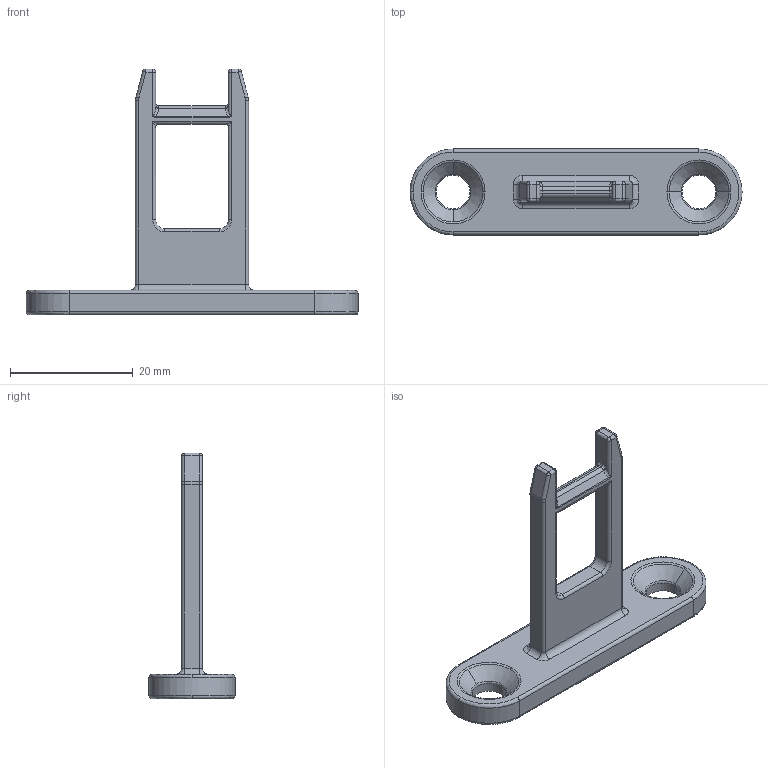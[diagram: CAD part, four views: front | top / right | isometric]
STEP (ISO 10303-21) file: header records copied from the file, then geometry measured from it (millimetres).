
FILE_DESCRIPTION (( 'STEP AP214' ), '1' );
FILE_NAME ('140107.step', '2017-09-27T14:34:11', ( '' ), ( '' ), 'SwSTEP 2.0', 'SolidWorks 2017', '' );
FILE_SCHEMA (( 'AUTOMOTIVE_DESIGN' ));
Length unit declared in the file: inch
Products named in the file (1): 140107
Bounding box: 54 x 14 x 40 mm (x, y, z)
Volume: 3823.7 mm3; surface area: 3017.8 mm2
Topology: 1 solids, 1 shells, 134 faces, 309 edges, 166 vertices
Faces by surface type: cylinder 55, bspline 54, plane 21, cone 4
Entity records: 4888 total; most frequent: CARTESIAN_POINT 2168, ORIENTED_EDGE 594, DIRECTION 531, EDGE_CURVE 297, AXIS2_PLACEMENT_3D 211, VERTEX_POINT 166, EDGE_LOOP 141, ADVANCED_FACE 134
